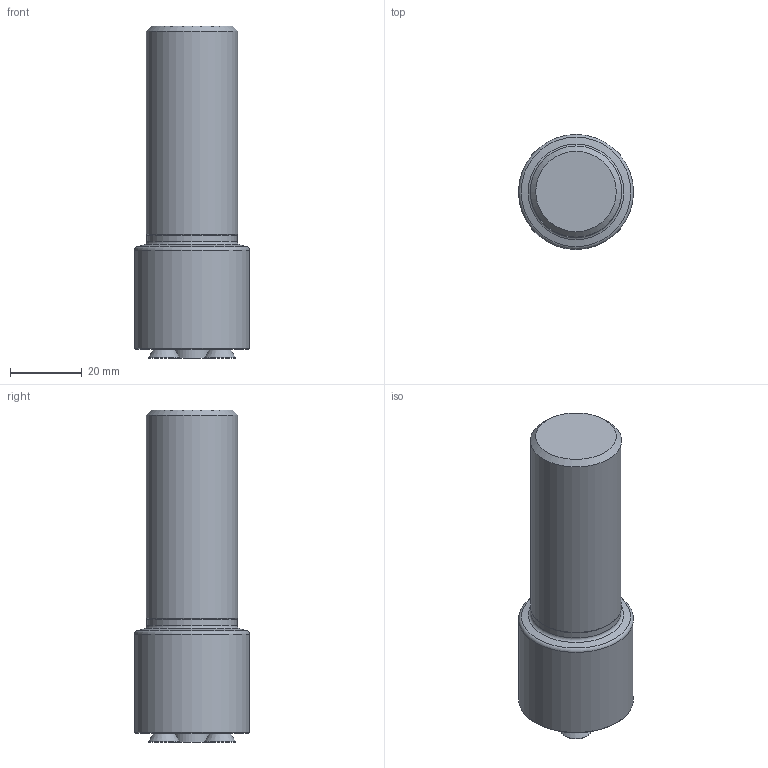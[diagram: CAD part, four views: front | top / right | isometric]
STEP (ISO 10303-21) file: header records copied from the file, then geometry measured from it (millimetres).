
FILE_DESCRIPTION(/* description */ ('3-D model version:1'),/* implementation_level */ '2;1');
FILE_NAME(/* name */ 'CY25A-X10-032-090',/* time_stamp */ '2016-12-02T14:03:07',/* author */ ('CappDp'),/* organization */ ('AB Sandvik Coromant'),/* preprocessor_version */ 'ST-DEVELOPER v15',/* originating_system */ 'SIEMENS PLM Software NX 8.5',/* authorization */ '');
FILE_SCHEMA(('AUTOMOTIVE_DESIGN'));
Length unit declared in the file: millimetre
Products named in the file (1): 3467_1_3D
Bounding box: 32 x 32 x 92.4 mm (x, y, z)
Volume: 54626.7 mm3; surface area: 9643 mm2
Topology: 1 solids, 1 shells, 29 faces, 53 edges, 31 vertices
Faces by surface type: cylinder 12, cone 8, plane 7, torus 2
Full cylindrical faces by diameter (mm): 5.994 x4, 8.6 x4, 9.995 x1, 25.1 x1, 25.393 x1, 32 x1
Entity records: 670 total; most frequent: DIRECTION 122, CARTESIAN_POINT 89, AXIS2_PLACEMENT_3D 61, EDGE_LOOP 56, ORIENTED_EDGE 56, FACE_BOUND 50, ADVANCED_FACE 29, VERTEX_POINT 28
